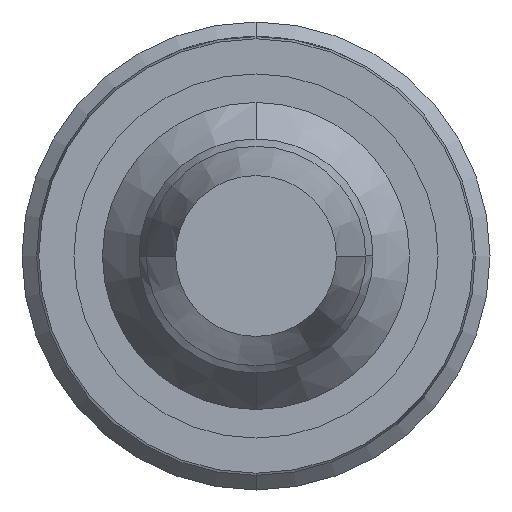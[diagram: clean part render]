
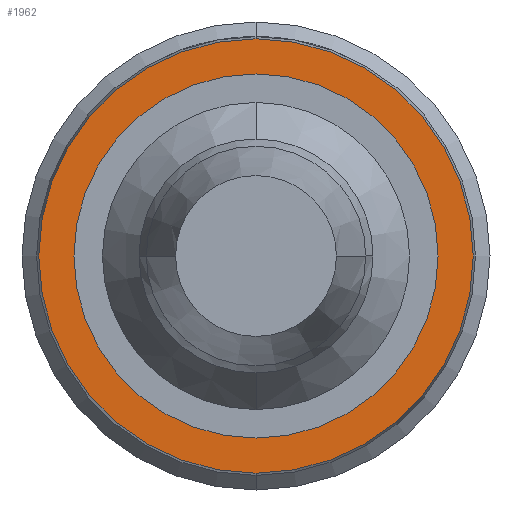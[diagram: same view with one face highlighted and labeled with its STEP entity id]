
A CAD part, front view. The second image highlights one B-rep face of the part: STEP entity #1962.
In plain terms, the highlighted planar face has unit normal (0, -1, 0).
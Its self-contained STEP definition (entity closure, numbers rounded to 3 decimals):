
#8 = CARTESIAN_POINT ( 'NONE',  ( 0., -28.5, 0. ) ) ;
#181 = DIRECTION ( 'NONE',  ( 0., 0., 1. ) ) ;
#305 = CARTESIAN_POINT ( 'NONE',  ( 0., -28.5, 1.485 ) ) ;
#497 = AXIS2_PLACEMENT_3D ( 'NONE', #578, #2566, #181 ) ;
#507 = CARTESIAN_POINT ( 'NONE',  ( 0., -28.5, 0. ) ) ;
#578 = CARTESIAN_POINT ( 'NONE',  ( 0., -28.5, 0. ) ) ;
#602 = CARTESIAN_POINT ( 'NONE',  ( 0., -28.5, 1.245 ) ) ;
#603 = DIRECTION ( 'NONE',  ( 0., 0., 1. ) ) ;
#696 = ORIENTED_EDGE ( 'NONE', *, *, #2024, .F. ) ;
#863 = AXIS2_PLACEMENT_3D ( 'NONE', #507, #3663, #1927 ) ;
#895 = VERTEX_POINT ( 'NONE', #602 ) ;
#1094 = EDGE_CURVE ( 'Defeature ausgef�hrt2_11+Defeature ausgef�hrt2_0+Defeature ausgef�hrt2_0+Defeature ausgef�hrt2_0', #895, #1221, #1878, .T. ) ;
#1185 = EDGE_LOOP ( 'NONE', ( #696, #2999 ) ) ;
#1221 = VERTEX_POINT ( 'NONE', #3802 ) ;
#1353 = DIRECTION ( 'NONE',  ( 0., 0., 1. ) ) ;
#1354 = DIRECTION ( 'NONE',  ( 0., 0., 1. ) ) ;
#1532 = EDGE_CURVE ( 'Defeature ausgef�hrt2_11+Defeature ausgef�hrt2_0+Defeature ausgef�hrt2_0+Defeature ausgef�hrt2_0', #1221, #895, #3198, .T. ) ;
#1803 = FACE_OUTER_BOUND ( 'NONE', #1185, .T. ) ;
#1878 = CIRCLE ( 'NONE', #2733, 1.245 ) ;
#1927 = DIRECTION ( 'NONE',  ( 0., 0., 1. ) ) ;
#1962 = ADVANCED_FACE ( 'Defeature ausgef�hrt2_0', ( #1803, #4474 ), #3711, .F. ) ;
#2024 = EDGE_CURVE ( 'Defeature ausgef�hrt2_10+Defeature ausgef�hrt2_0+Defeature ausgef�hrt2_0+Defeature ausgef�hrt2_0', #2365, #2057, #4294, .T. ) ;
#2057 = VERTEX_POINT ( 'NONE', #2703 ) ;
#2091 = ORIENTED_EDGE ( 'NONE', *, *, #1094, .F. ) ;
#2365 = VERTEX_POINT ( 'NONE', #305 ) ;
#2420 = DIRECTION ( 'NONE',  ( 0., -1., 0. ) ) ;
#2566 = DIRECTION ( 'NONE',  ( 0., 1., 0. ) ) ;
#2703 = CARTESIAN_POINT ( 'NONE',  ( 0., -28.5, -1.485 ) ) ;
#2733 = AXIS2_PLACEMENT_3D ( 'NONE', #8, #2420, #1353 ) ;
#2795 = AXIS2_PLACEMENT_3D ( 'NONE', #2983, #4426, #603 ) ;
#2983 = CARTESIAN_POINT ( 'NONE',  ( 1.485, -28.5, 0. ) ) ;
#2999 = ORIENTED_EDGE ( 'NONE', *, *, #4438, .F. ) ;
#3198 = CIRCLE ( 'NONE', #863, 1.245 ) ;
#3362 = EDGE_LOOP ( 'NONE', ( #2091, #3851 ) ) ;
#3404 = DIRECTION ( 'NONE',  ( 0., 1., 0. ) ) ;
#3663 = DIRECTION ( 'NONE',  ( 0., -1., 0. ) ) ;
#3711 = PLANE ( 'NONE',  #2795 ) ;
#3740 = CIRCLE ( 'NONE', #497, 1.485 ) ;
#3802 = CARTESIAN_POINT ( 'NONE',  ( 0., -28.5, -1.245 ) ) ;
#3851 = ORIENTED_EDGE ( 'NONE', *, *, #1532, .F. ) ;
#4011 = AXIS2_PLACEMENT_3D ( 'NONE', #4491, #3404, #1354 ) ;
#4294 = CIRCLE ( 'NONE', #4011, 1.485 ) ;
#4426 = DIRECTION ( 'NONE',  ( 0., 1., 0. ) ) ;
#4438 = EDGE_CURVE ( 'Defeature ausgef�hrt2_10+Defeature ausgef�hrt2_0+Defeature ausgef�hrt2_0+Defeature ausgef�hrt2_0', #2057, #2365, #3740, .T. ) ;
#4474 = FACE_BOUND ( 'NONE', #3362, .T. ) ;
#4491 = CARTESIAN_POINT ( 'NONE',  ( 0., -28.5, 0. ) ) ;
